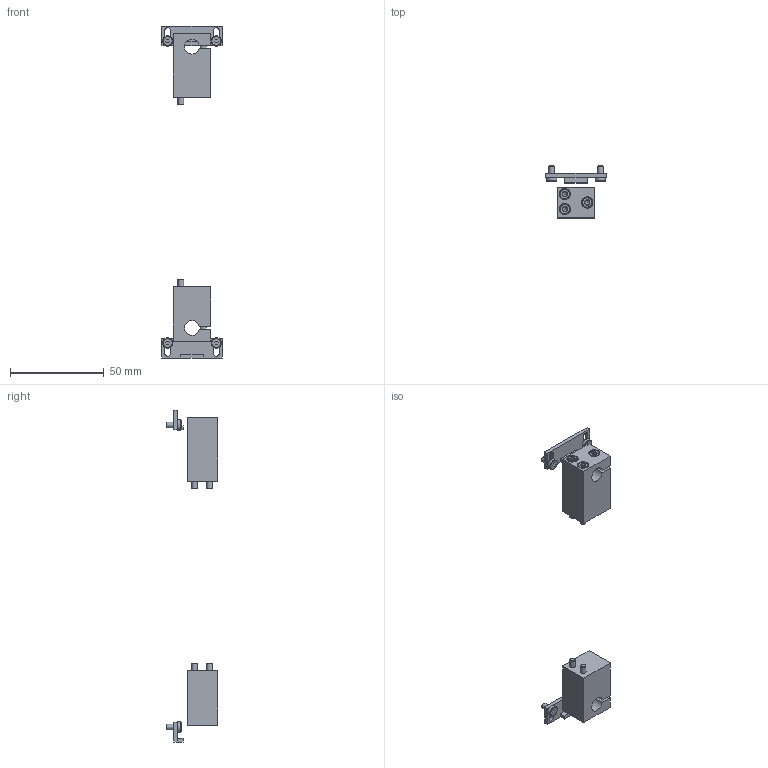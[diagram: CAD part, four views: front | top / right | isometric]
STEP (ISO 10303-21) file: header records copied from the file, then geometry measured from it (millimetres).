
FILE_DESCRIPTION(/* description */ ('STEP AP214'),/* implementation_level */ '2;1');
FILE_NAME(/* name */ '1435230_DASI-B12-50-S8',/* time_stamp */ '2024-08-14T17:21:49+02:00',/* author */ ('License CC BY-ND 4.0'),/* organization */ ('CADENAS'),/* preprocessor_version */ 'ST-DEVELOPER v19.3',/* originating_system */ 'PARTsolutions',/* authorisation */ ' ');
FILE_SCHEMA (('AUTOMOTIVE_DESIGN {1 0 10303 214 3 1 1}'));
Length unit declared in the file: millimetre
Products named in the file (7): 1435230 DASI-B12-50-S8; 1432009 KB8-19; DIN-912 - M3x35(F); 1432008 KB8-18; DIN-912 - M3x30(F); 1430928 GP708/GP808; DIN-7984 - M3x6(F)
Assembly tree (12 placements, depth 2):
  1435230 DASI-B12-50-S8
    1432009 KB8-19
    DIN-912 - M3x35(F)  x2
    1432008 KB8-18
    DIN-912 - M3x30(F)  x2
    1430928 GP708/GP808  x2
    DIN-7984 - M3x6(F)  x4
Bounding box: 32 x 27.5 x 177 mm (x, y, z)
Volume: 19782 mm3; surface area: 12251.1 mm2
Topology: 12 solids, 12 shells, 276 faces, 586 edges, 354 vertices
Faces by surface type: plane 178, cone 52, cylinder 40, torus 6
Full cylindrical faces by diameter (mm): 3 x10, 3.2 x4, 5.5 x10, 6 x6
Entity records: 4830 total; most frequent: CARTESIAN_POINT 775, DIRECTION 724, ORIENTED_EDGE 600, EDGE_CURVE 300, AXIS2_PLACEMENT_3D 275, FACE_BOUND 230, EDGE_LOOP 226, VERTEX_POINT 206
